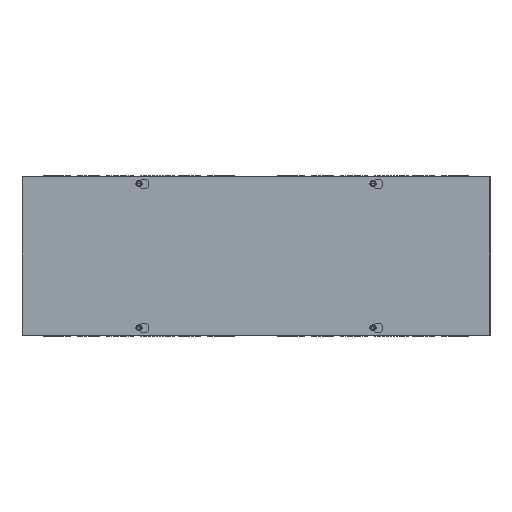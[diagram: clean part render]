
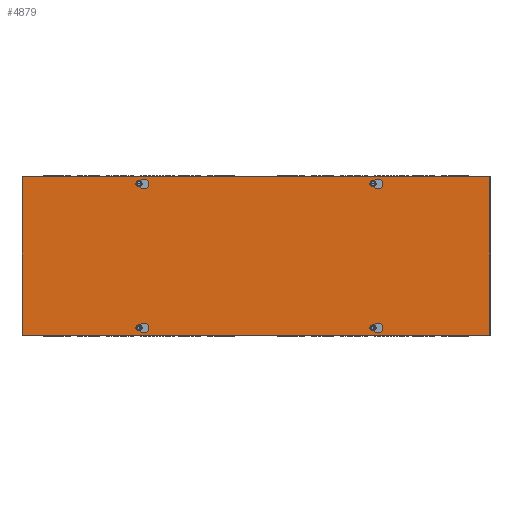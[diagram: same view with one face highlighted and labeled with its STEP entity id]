
A CAD part, top view. The second image highlights one B-rep face of the part: STEP entity #4879.
In plain terms, the highlighted planar face has unit normal (0, 0, 1).
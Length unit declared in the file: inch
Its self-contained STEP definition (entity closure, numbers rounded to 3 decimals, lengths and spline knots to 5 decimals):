
#340=LINE('',#8092,#636);
#345=LINE('',#8105,#641);
#348=LINE('',#8116,#644);
#352=LINE('',#8128,#648);
#356=LINE('',#8140,#652);
#361=LINE('',#8153,#657);
#364=LINE('',#8164,#660);
#368=LINE('',#8176,#664);
#370=LINE('',#8184,#666);
#374=LINE('',#8192,#670);
#377=LINE('',#8198,#673);
#380=LINE('',#8203,#676);
#636=VECTOR('',#6511,0.21651);
#641=VECTOR('',#6524,0.21651);
#644=VECTOR('',#6535,0.21651);
#648=VECTOR('',#6547,0.21651);
#652=VECTOR('',#6559,0.21651);
#657=VECTOR('',#6572,0.21651);
#660=VECTOR('',#6583,0.21651);
#664=VECTOR('',#6595,0.21651);
#666=VECTOR('',#6605,8.125);
#670=VECTOR('',#6611,24.);
#673=VECTOR('',#6616,8.125);
#676=VECTOR('',#6621,24.);
#849=PLANE('',#5383);
#1015=FACE_BOUND('',#1725,.T.);
#1016=FACE_BOUND('',#1726,.T.);
#1017=FACE_BOUND('',#1727,.T.);
#1018=FACE_BOUND('',#1728,.T.);
#1281=FACE_OUTER_BOUND('',#1724,.T.);
#1724=EDGE_LOOP('',(#4029,#4030,#4031,#4032));
#1725=EDGE_LOOP('',(#4033,#4034,#4035,#4036));
#1726=EDGE_LOOP('',(#4037,#4038,#4039,#4040));
#1727=EDGE_LOOP('',(#4041,#4042,#4043,#4044));
#1728=EDGE_LOOP('',(#4045,#4046,#4047,#4048));
#2028=CIRCLE('',#5349,0.25);
#2030=CIRCLE('',#5353,0.125);
#2032=CIRCLE('',#5357,0.25);
#2034=CIRCLE('',#5361,0.125);
#2036=CIRCLE('',#5365,0.25);
#2038=CIRCLE('',#5369,0.125);
#2040=CIRCLE('',#5373,0.25);
#2042=CIRCLE('',#5377,0.125);
#2397=VERTEX_POINT('',#8089);
#2398=VERTEX_POINT('',#8091);
#2400=VERTEX_POINT('',#8097);
#2402=VERTEX_POINT('',#8103);
#2405=VERTEX_POINT('',#8113);
#2406=VERTEX_POINT('',#8115);
#2408=VERTEX_POINT('',#8121);
#2410=VERTEX_POINT('',#8127);
#2413=VERTEX_POINT('',#8137);
#2414=VERTEX_POINT('',#8139);
#2416=VERTEX_POINT('',#8145);
#2418=VERTEX_POINT('',#8151);
#2421=VERTEX_POINT('',#8161);
#2422=VERTEX_POINT('',#8163);
#2424=VERTEX_POINT('',#8169);
#2426=VERTEX_POINT('',#8175);
#2427=VERTEX_POINT('',#8182);
#2428=VERTEX_POINT('',#8183);
#2431=VERTEX_POINT('',#8191);
#2433=VERTEX_POINT('',#8197);
#2935=EDGE_CURVE('',#2398,#2397,#340,.T.);
#2939=EDGE_CURVE('',#2397,#2400,#2028,.T.);
#2942=EDGE_CURVE('',#2400,#2402,#345,.T.);
#2944=EDGE_CURVE('',#2402,#2398,#2030,.T.);
#2947=EDGE_CURVE('',#2406,#2405,#348,.T.);
#2950=EDGE_CURVE('',#2408,#2406,#2032,.T.);
#2953=EDGE_CURVE('',#2410,#2408,#352,.T.);
#2956=EDGE_CURVE('',#2405,#2410,#2034,.T.);
#2959=EDGE_CURVE('',#2414,#2413,#356,.T.);
#2963=EDGE_CURVE('',#2413,#2416,#2036,.T.);
#2966=EDGE_CURVE('',#2416,#2418,#361,.T.);
#2968=EDGE_CURVE('',#2418,#2414,#2038,.T.);
#2971=EDGE_CURVE('',#2422,#2421,#364,.T.);
#2974=EDGE_CURVE('',#2424,#2422,#2040,.T.);
#2977=EDGE_CURVE('',#2426,#2424,#368,.T.);
#2980=EDGE_CURVE('',#2421,#2426,#2042,.T.);
#2981=EDGE_CURVE('',#2427,#2428,#370,.T.);
#2985=EDGE_CURVE('',#2428,#2431,#374,.T.);
#2988=EDGE_CURVE('',#2431,#2433,#377,.T.);
#2991=EDGE_CURVE('',#2433,#2427,#380,.T.);
#4029=ORIENTED_EDGE('',*,*,#2981,.F.);
#4030=ORIENTED_EDGE('',*,*,#2991,.F.);
#4031=ORIENTED_EDGE('',*,*,#2988,.F.);
#4032=ORIENTED_EDGE('',*,*,#2985,.F.);
#4033=ORIENTED_EDGE('',*,*,#2935,.T.);
#4034=ORIENTED_EDGE('',*,*,#2939,.T.);
#4035=ORIENTED_EDGE('',*,*,#2942,.T.);
#4036=ORIENTED_EDGE('',*,*,#2944,.T.);
#4037=ORIENTED_EDGE('',*,*,#2947,.T.);
#4038=ORIENTED_EDGE('',*,*,#2956,.T.);
#4039=ORIENTED_EDGE('',*,*,#2953,.T.);
#4040=ORIENTED_EDGE('',*,*,#2950,.T.);
#4041=ORIENTED_EDGE('',*,*,#2959,.T.);
#4042=ORIENTED_EDGE('',*,*,#2963,.T.);
#4043=ORIENTED_EDGE('',*,*,#2966,.T.);
#4044=ORIENTED_EDGE('',*,*,#2968,.T.);
#4045=ORIENTED_EDGE('',*,*,#2971,.T.);
#4046=ORIENTED_EDGE('',*,*,#2980,.T.);
#4047=ORIENTED_EDGE('',*,*,#2977,.T.);
#4048=ORIENTED_EDGE('',*,*,#2974,.T.);
#4879=ADVANCED_FACE('',(#1281,#1015,#1016,#1017,#1018),#849,.T.);
#5349=AXIS2_PLACEMENT_3D('',#8099,#6518,#6519);
#5353=AXIS2_PLACEMENT_3D('',#8108,#6529,#6530);
#5357=AXIS2_PLACEMENT_3D('',#8122,#6541,#6542);
#5361=AXIS2_PLACEMENT_3D('',#8132,#6553,#6554);
#5365=AXIS2_PLACEMENT_3D('',#8147,#6566,#6567);
#5369=AXIS2_PLACEMENT_3D('',#8156,#6577,#6578);
#5373=AXIS2_PLACEMENT_3D('',#8170,#6589,#6590);
#5377=AXIS2_PLACEMENT_3D('',#8180,#6601,#6602);
#5383=AXIS2_PLACEMENT_3D('',#8206,#6625,#6626);
#6511=DIRECTION('',(-0.866,-0.5,0.));
#6518=DIRECTION('center_axis',(0.,0.,-1.));
#6519=DIRECTION('ref_axis',(0.5,-0.866,0.));
#6524=DIRECTION('',(0.866,-0.5,0.));
#6529=DIRECTION('center_axis',(0.,0.,-1.));
#6530=DIRECTION('ref_axis',(0.5,0.866,0.));
#6535=DIRECTION('',(0.866,-0.5,0.));
#6541=DIRECTION('center_axis',(0.,0.,-1.));
#6542=DIRECTION('ref_axis',(0.5,0.866,0.));
#6547=DIRECTION('',(-0.866,-0.5,0.));
#6553=DIRECTION('center_axis',(0.,0.,-1.));
#6554=DIRECTION('ref_axis',(0.5,-0.866,0.));
#6559=DIRECTION('',(-0.866,-0.5,0.));
#6566=DIRECTION('center_axis',(0.,0.,-1.));
#6567=DIRECTION('ref_axis',(0.5,-0.866,0.));
#6572=DIRECTION('',(0.866,-0.5,0.));
#6577=DIRECTION('center_axis',(0.,0.,-1.));
#6578=DIRECTION('ref_axis',(0.5,0.866,0.));
#6583=DIRECTION('',(0.866,-0.5,0.));
#6589=DIRECTION('center_axis',(0.,0.,-1.));
#6590=DIRECTION('ref_axis',(0.5,0.866,0.));
#6595=DIRECTION('',(-0.866,-0.5,0.));
#6601=DIRECTION('center_axis',(0.,0.,-1.));
#6602=DIRECTION('ref_axis',(0.5,-0.866,0.));
#6605=DIRECTION('',(0.,1.,0.));
#6611=DIRECTION('',(1.,0.,0.));
#6616=DIRECTION('',(0.,-1.,0.));
#6621=DIRECTION('',(-1.,0.,0.));
#6625=DIRECTION('center_axis',(0.,0.,1.));
#6626=DIRECTION('ref_axis',(1.,0.,0.));
#8089=CARTESIAN_POINT('',(17.875,7.53549,0.074));
#8091=CARTESIAN_POINT('',(18.0625,7.64375,0.074));
#8092=CARTESIAN_POINT('',(15.0137,5.88352,0.074));
#8097=CARTESIAN_POINT('',(17.875,7.96851,0.074));
#8099=CARTESIAN_POINT('Origin',(17.75,7.752,0.074));
#8103=CARTESIAN_POINT('',(18.0625,7.86025,0.074));
#8105=CARTESIAN_POINT('',(16.51755,8.75223,0.074));
#8108=CARTESIAN_POINT('Origin',(18.,7.752,0.074));
#8113=CARTESIAN_POINT('',(18.0625,0.48125,0.074));
#8115=CARTESIAN_POINT('',(17.875,0.58951,0.074));
#8116=CARTESIAN_POINT('',(15.0137,2.24148,0.074));
#8121=CARTESIAN_POINT('',(17.875,0.15649,0.074));
#8122=CARTESIAN_POINT('Origin',(17.75,0.373,0.074));
#8127=CARTESIAN_POINT('',(18.0625,0.26475,0.074));
#8128=CARTESIAN_POINT('',(16.51755,-0.62723,0.074));
#8132=CARTESIAN_POINT('Origin',(18.,0.373,0.074));
#8137=CARTESIAN_POINT('',(5.875,7.53549,0.074));
#8139=CARTESIAN_POINT('',(6.0625,7.64375,0.074));
#8140=CARTESIAN_POINT('',(7.5137,8.4816,0.074));
#8145=CARTESIAN_POINT('',(5.875,7.96851,0.074));
#8147=CARTESIAN_POINT('Origin',(5.75,7.752,0.074));
#8151=CARTESIAN_POINT('',(6.0625,7.86025,0.074));
#8153=CARTESIAN_POINT('',(9.01755,6.15415,0.074));
#8156=CARTESIAN_POINT('Origin',(6.,7.752,0.074));
#8161=CARTESIAN_POINT('',(6.0625,0.48125,0.074));
#8163=CARTESIAN_POINT('',(5.875,0.58951,0.074));
#8164=CARTESIAN_POINT('',(7.5137,-0.3566,0.074));
#8169=CARTESIAN_POINT('',(5.875,0.15649,0.074));
#8170=CARTESIAN_POINT('Origin',(5.75,0.373,0.074));
#8175=CARTESIAN_POINT('',(6.0625,0.26475,0.074));
#8176=CARTESIAN_POINT('',(9.01755,1.97085,0.074));
#8180=CARTESIAN_POINT('Origin',(6.,0.373,0.074));
#8182=CARTESIAN_POINT('',(0.,0.,0.074));
#8183=CARTESIAN_POINT('',(0.,8.125,0.074));
#8184=CARTESIAN_POINT('',(0.,8.125,0.074));
#8191=CARTESIAN_POINT('',(24.,8.125,0.074));
#8192=CARTESIAN_POINT('',(24.,8.125,0.074));
#8197=CARTESIAN_POINT('',(24.,0.,0.074));
#8198=CARTESIAN_POINT('',(24.,0.,0.074));
#8203=CARTESIAN_POINT('',(0.,0.,0.074));
#8206=CARTESIAN_POINT('Origin',(12.,4.0625,0.074));
